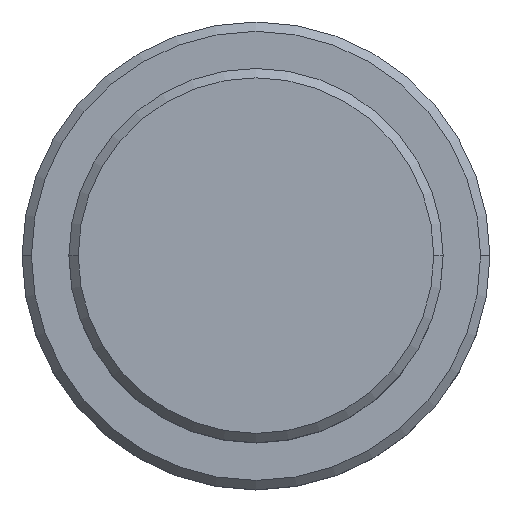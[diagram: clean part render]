
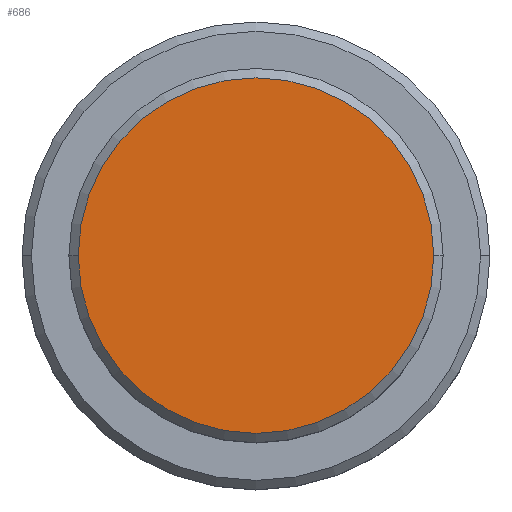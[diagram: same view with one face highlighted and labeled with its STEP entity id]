
A CAD part, top view. The second image highlights one B-rep face of the part: STEP entity #686.
In plain terms, the highlighted planar face has unit normal (0, 0, 1).
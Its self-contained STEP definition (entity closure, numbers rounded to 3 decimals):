
#6 = VERTEX_POINT ( 'NONE', #499 ) ;
#61 = CARTESIAN_POINT ( 'NONE',  ( 0., 0., 0. ) ) ;
#121 = CIRCLE ( 'NONE', #1023, 9.5 ) ;
#132 = DIRECTION ( 'NONE',  ( 0., 0., 1. ) ) ;
#168 = PLANE ( 'NONE',  #443 ) ;
#200 = CIRCLE ( 'NONE', #384, 9.5 ) ;
#282 = DIRECTION ( 'NONE',  ( 1., 0., 0. ) ) ;
#369 = EDGE_LOOP ( 'NONE', ( #732, #1386 ) ) ;
#376 = EDGE_CURVE ( 'NONE', #816, #6, #121, .T. ) ;
#384 = AXIS2_PLACEMENT_3D ( 'NONE', #61, #1161, #641 ) ;
#443 = AXIS2_PLACEMENT_3D ( 'NONE', #726, #1157, #1394 ) ;
#499 = CARTESIAN_POINT ( 'NONE',  ( 9.5, 0., 0. ) ) ;
#641 = DIRECTION ( 'NONE',  ( 1., 0., 0. ) ) ;
#686 = ADVANCED_FACE ( 'NONE', ( #1195 ), #168, .T. ) ;
#726 = CARTESIAN_POINT ( 'NONE',  ( 0., 0., 0. ) ) ;
#732 = ORIENTED_EDGE ( 'NONE', *, *, #376, .T. ) ;
#815 = CARTESIAN_POINT ( 'NONE',  ( 0., 0., 0. ) ) ;
#816 = VERTEX_POINT ( 'NONE', #1351 ) ;
#1023 = AXIS2_PLACEMENT_3D ( 'NONE', #815, #132, #282 ) ;
#1157 = DIRECTION ( 'NONE',  ( 0., 0., 1. ) ) ;
#1161 = DIRECTION ( 'NONE',  ( 0., 0., 1. ) ) ;
#1195 = FACE_OUTER_BOUND ( 'NONE', #369, .T. ) ;
#1339 = EDGE_CURVE ( 'NONE', #6, #816, #200, .T. ) ;
#1351 = CARTESIAN_POINT ( 'NONE',  ( -9.5, 0., 0. ) ) ;
#1386 = ORIENTED_EDGE ( 'NONE', *, *, #1339, .T. ) ;
#1394 = DIRECTION ( 'NONE',  ( 1., 0., 0. ) ) ;
